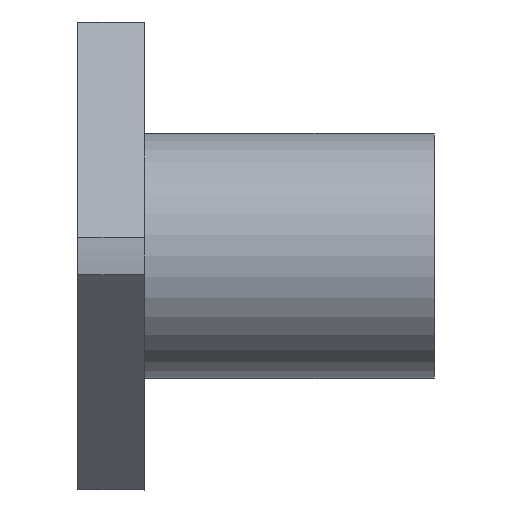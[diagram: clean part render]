
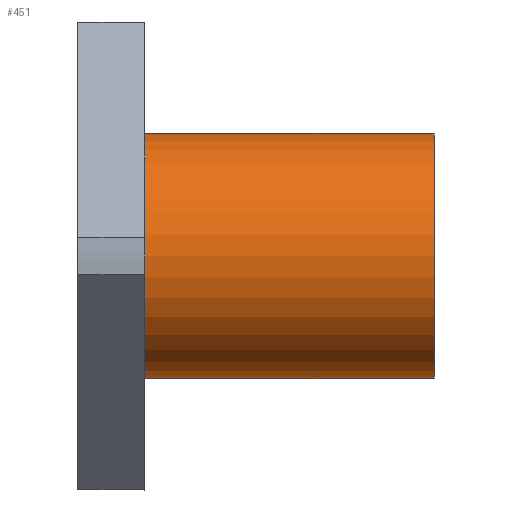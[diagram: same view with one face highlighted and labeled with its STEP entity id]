
A CAD part, front view. The second image highlights one B-rep face of the part: STEP entity #451.
In plain terms, the highlighted cylindrical face has radius 11 mm (diameter 22 mm), a partial arc.
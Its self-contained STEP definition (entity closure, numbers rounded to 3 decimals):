
#51 = EDGE_LOOP ( 'NONE', ( #1214, #1215, #1216, #1217 ) ) ;
#109 = VERTEX_POINT ( 'NONE', #169 ) ;
#110 = VERTEX_POINT ( 'NONE', #170 ) ;
#111 = VERTEX_POINT ( 'NONE', #171 ) ;
#112 = VERTEX_POINT ( 'NONE', #172 ) ;
#169 = CARTESIAN_POINT ( 'NONE',  ( 32., 0., 11. ) ) ;
#170 = CARTESIAN_POINT ( 'NONE',  ( 32., 0., -11. ) ) ;
#171 = CARTESIAN_POINT ( 'NONE',  ( 6., 0., -11. ) ) ;
#172 = CARTESIAN_POINT ( 'NONE',  ( 6., 0., 11. ) ) ;
#221 = DIRECTION ( 'NONE',  ( 0., 0., 1. ) ) ;
#222 = DIRECTION ( 'NONE',  ( -1., 0., 0. ) ) ;
#223 = CARTESIAN_POINT ( 'NONE',  ( 0., 0., 0. ) ) ;
#451 = ADVANCED_FACE ( 'NONE', ( #1262 ), #1261, .T. ) ;
#586 = LINE ( 'NONE', #843, #594 ) ;
#588 = VECTOR ( 'NONE', #845, 1000. ) ;
#592 = LINE ( 'NONE', #836, #588 ) ;
#594 = VECTOR ( 'NONE', #847, 1000. ) ;
#641 = CIRCLE ( 'NONE', #1612, 11. ) ;
#656 = CIRCLE ( 'NONE', #687, 11. ) ;
#687 = AXIS2_PLACEMENT_3D ( 'NONE', #950, #957, #958 ) ;
#836 = CARTESIAN_POINT ( 'NONE',  ( 0., 0., 11. ) ) ;
#843 = CARTESIAN_POINT ( 'NONE',  ( 0., 0., -11. ) ) ;
#845 = DIRECTION ( 'NONE',  ( -1., 0., 0. ) ) ;
#847 = DIRECTION ( 'NONE',  ( -1., 0., 0. ) ) ;
#916 = CARTESIAN_POINT ( 'NONE',  ( 6., 0., 0. ) ) ;
#925 = DIRECTION ( 'NONE',  ( -1., 0., 0. ) ) ;
#926 = DIRECTION ( 'NONE',  ( 0., 0., 1. ) ) ;
#950 = CARTESIAN_POINT ( 'NONE',  ( 32., 0., 0. ) ) ;
#957 = DIRECTION ( 'NONE',  ( -1., 0., 0. ) ) ;
#958 = DIRECTION ( 'NONE',  ( 0., 0., 1. ) ) ;
#1214 = ORIENTED_EDGE ( 'NONE', *, *, #1430, .F. ) ;
#1215 = ORIENTED_EDGE ( 'NONE', *, *, #1473, .T. ) ;
#1216 = ORIENTED_EDGE ( 'NONE', *, *, #1429, .T. ) ;
#1217 = ORIENTED_EDGE ( 'NONE', *, *, #1461, .F. ) ;
#1261 = CYLINDRICAL_SURFACE ( 'NONE', #1493, 11. ) ;
#1262 = FACE_OUTER_BOUND ( 'NONE', #51, .T. ) ;
#1429 = EDGE_CURVE ( 'NONE', #109, #112, #592, .T. ) ;
#1430 = EDGE_CURVE ( 'NONE', #110, #111, #586, .T. ) ;
#1461 = EDGE_CURVE ( 'NONE', #111, #112, #641, .T. ) ;
#1473 = EDGE_CURVE ( 'NONE', #110, #109, #656, .T. ) ;
#1493 = AXIS2_PLACEMENT_3D ( 'NONE', #223, #222, #221 ) ;
#1612 = AXIS2_PLACEMENT_3D ( 'NONE', #916, #925, #926 ) ;
